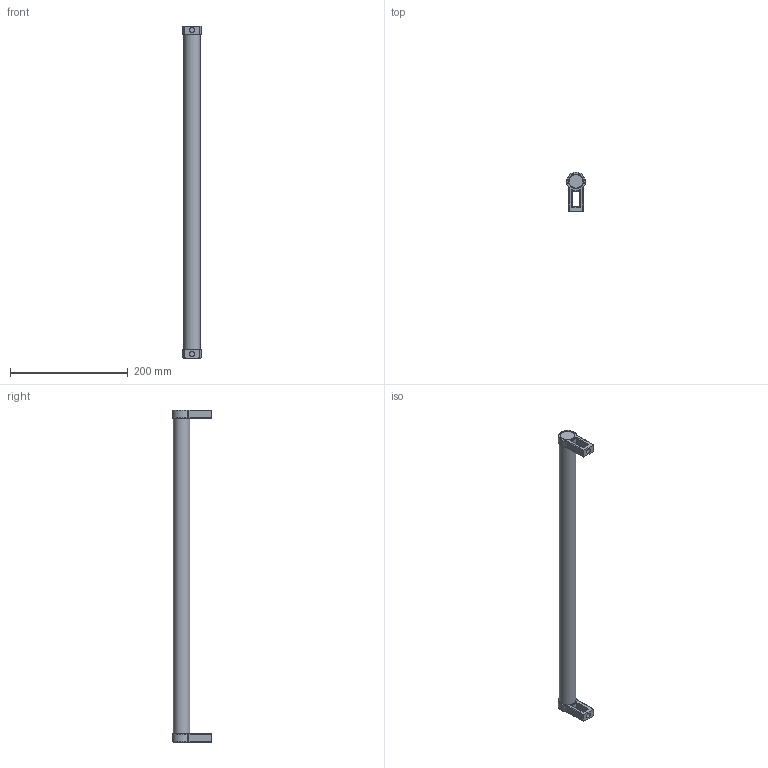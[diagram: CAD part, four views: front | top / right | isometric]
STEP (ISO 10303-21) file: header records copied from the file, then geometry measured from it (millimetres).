
FILE_DESCRIPTION(/* description */ (''),/* implementation_level */ '2;1');
FILE_NAME(/* name */ '13509_KriTec_Rohrgriff_Zn_Al_gerade_750mm.stp',/* time_stamp */ '2015-07-06T12:26:19+02:00',/* author */ ('kostic'),/* organization */ (''),/* preprocessor_version */ 'ST-DEVELOPER v15.2',/* originating_system */ 'Autodesk Inventor 2014',/* authorisation */ '');
FILE_SCHEMA (('CONFIG_CONTROL_DESIGN'));
Length unit declared in the file: millimetre
Products named in the file (5): Endstück gerade; 13750_KriTec_Rohr_Al_D28x1,5_fuer_Rohrgriff_Zn_Al_750mm_gerade_und_ge
kroepft_schwarz_kunststoffbeschichtet; KU-Deckel_schwarz; ISO 7045 - M6 x 16 - 4.8 - ZDIN EN ISO; 13509_KriTec_Rohrgriff_Zn_Al_gerade_750mm
Assembly tree (7 placements, depth 2):
  13509_KriTec_Rohrgriff_Zn_Al_gerade_750mm
    Endstück gerade  x2
    13750_KriTec_Rohr_Al_D28x1,5_fuer_Rohrgriff_Zn_Al_750mm_gerade_und_ge
kroepft_schwarz_kunststoffbeschichtet
    KU-Deckel_schwarz  x2
    ISO 7045 - M6 x 16 - 4.8 - ZDIN EN ISO  x2
Bounding box: 31.95 x 65.94 x 564 mm (x, y, z)
Volume: 130137.2 mm3; surface area: 148197.4 mm2
Topology: 7 solids, 7 shells, 198 faces, 448 edges, 284 vertices
Faces by surface type: plane 78, cylinder 58, cone 32, torus 28, sphere 2
Full cylindrical faces by diameter (mm): 2.5 x8, 5.459 x2, 5.5 x1, 6 x2, 6.5 x2, 8.5 x2, 13.8 x2, 22.8 x2, 24.8 x4, 28 x1, 28.3 x2
Entity records: 3285 total; most frequent: CARTESIAN_POINT 854, DIRECTION 515, ORIENTED_EDGE 436, AXIS2_PLACEMENT_3D 228, EDGE_CURVE 218, VERTEX_POINT 151, EDGE_LOOP 147, ADVANCED_FACE 105
